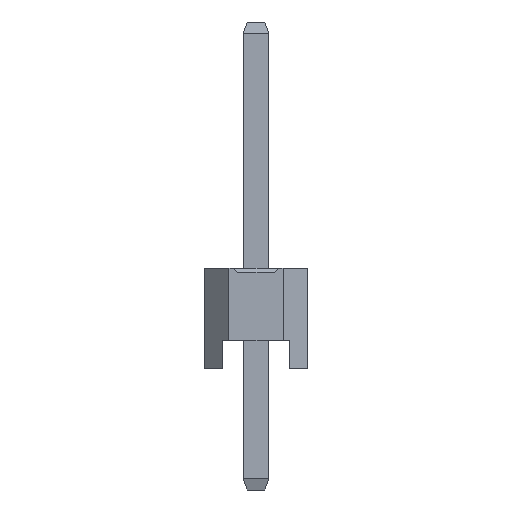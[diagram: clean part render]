
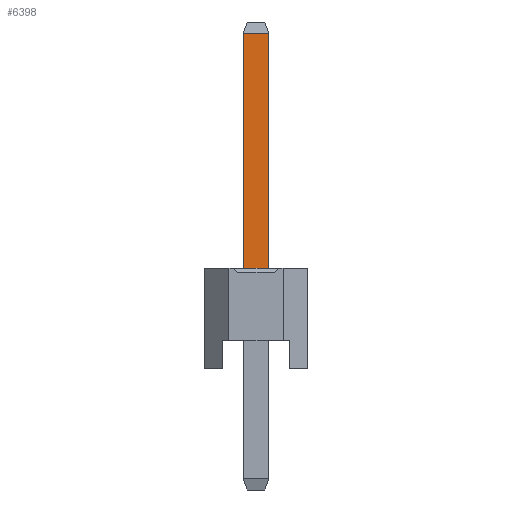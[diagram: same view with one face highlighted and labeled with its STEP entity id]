
A CAD part, left-side view. The second image highlights one B-rep face of the part: STEP entity #6398.
In plain terms, the highlighted planar face has unit normal (-1, 0, 0).
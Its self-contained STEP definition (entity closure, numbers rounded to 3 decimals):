
#6398=ADVANCED_FACE('',(#16866),#16868,.T.);
#16866=FACE_BOUND('',#16867,.T.);
#16867=EDGE_LOOP('',(#25065,#25066,#25067,#25068));
#16868=PLANE('',#16869);
#16869=AXIS2_PLACEMENT_3D('',#16870,#16871,#16872);
#16870=CARTESIAN_POINT('',(-0.32,0.32,-3.));
#16871=DIRECTION('',(-1.,0.,0.));
#16872=DIRECTION('',(0.,-1.,0.));
#25065=ORIENTED_EDGE('',*,*,#29852,.F.);
#25066=ORIENTED_EDGE('',*,*,#29847,.F.);
#25067=ORIENTED_EDGE('',*,*,#28284,.T.);
#25068=ORIENTED_EDGE('',*,*,#29851,.T.);
#28284=EDGE_CURVE('',#32358,#32362,#32364,.T.);
#29847=EDGE_CURVE('',#32358,#34706,#34709,.T.);
#29851=EDGE_CURVE('',#32362,#34713,#34715,.T.);
#29852=EDGE_CURVE('',#34706,#34713,#34716,.T.);
#32358=VERTEX_POINT('',#39334);
#32362=VERTEX_POINT('',#39342);
#32364=LINE('',#39346,#39347);
#34706=VERTEX_POINT('',#44810);
#34709=LINE('',#44817,#44818);
#34713=VERTEX_POINT('',#44827);
#34715=LINE('',#44831,#44832);
#34716=LINE('',#44834,#44835);
#39334=CARTESIAN_POINT('',(-0.32,0.32,2.5));
#39342=CARTESIAN_POINT('',(-0.32,-0.32,2.5));
#39346=CARTESIAN_POINT('',(-0.32,0.32,2.5));
#39347=VECTOR('',#39348,1.);
#39348=DIRECTION('',(0.,-1.,0.));
#44810=CARTESIAN_POINT('',(-0.32,0.32,8.325));
#44817=CARTESIAN_POINT('',(-0.32,0.32,2.5));
#44818=VECTOR('',#44819,1.);
#44819=DIRECTION('',(0.,0.,1.));
#44827=CARTESIAN_POINT('',(-0.32,-0.32,8.325));
#44831=CARTESIAN_POINT('',(-0.32,-0.32,2.5));
#44832=VECTOR('',#44833,1.);
#44833=DIRECTION('',(0.,0.,1.));
#44834=CARTESIAN_POINT('',(-0.32,0.32,8.325));
#44835=VECTOR('',#44836,1.);
#44836=DIRECTION('',(0.,-1.,0.));
